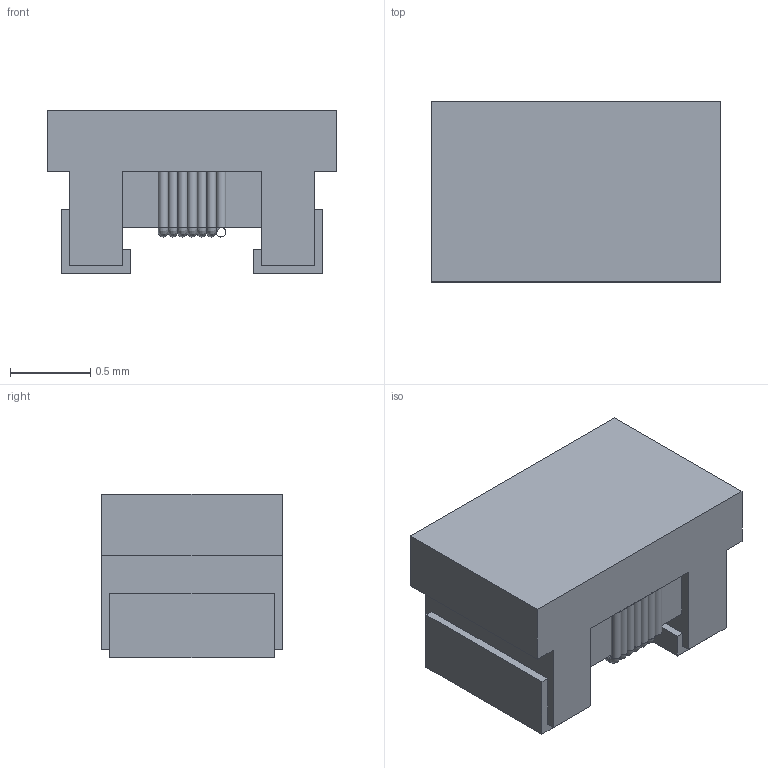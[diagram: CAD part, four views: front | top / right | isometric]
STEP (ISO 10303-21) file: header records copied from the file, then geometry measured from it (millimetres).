
FILE_DESCRIPTION((''),'2;1');
FILE_NAME('IND_TYCO_36501J.stp','2010-11-10T10:10:55',(''),(''),'Mechanical Desktop 2011','Mechanical Desktop 2011',', , ');
FILE_SCHEMA(('AUTOMOTIVE_DESIGN { 1 2 10303 214 1 1 1 1 }'));
Length unit declared in the file: millimetre
Products named in the file (2): ProductA; Product
Bounding box: 1.8 x 1.12 x 1.02 mm (x, y, z)
Volume: 1.6 mm3; surface area: 19.1 mm2
Topology: 6 solids, 6 shells, 138 faces, 306 edges, 126 vertices
Faces by surface type: plane 54, cylinder 42, bspline 42
Entity records: 5502 total; most frequent: CARTESIAN_POINT 2712, DIRECTION 606, ORIENTED_EDGE 548, EDGE_CURVE 274, AXIS2_PLACEMENT_3D 234, VECTOR 138, LINE 138, CIRCLE 136
